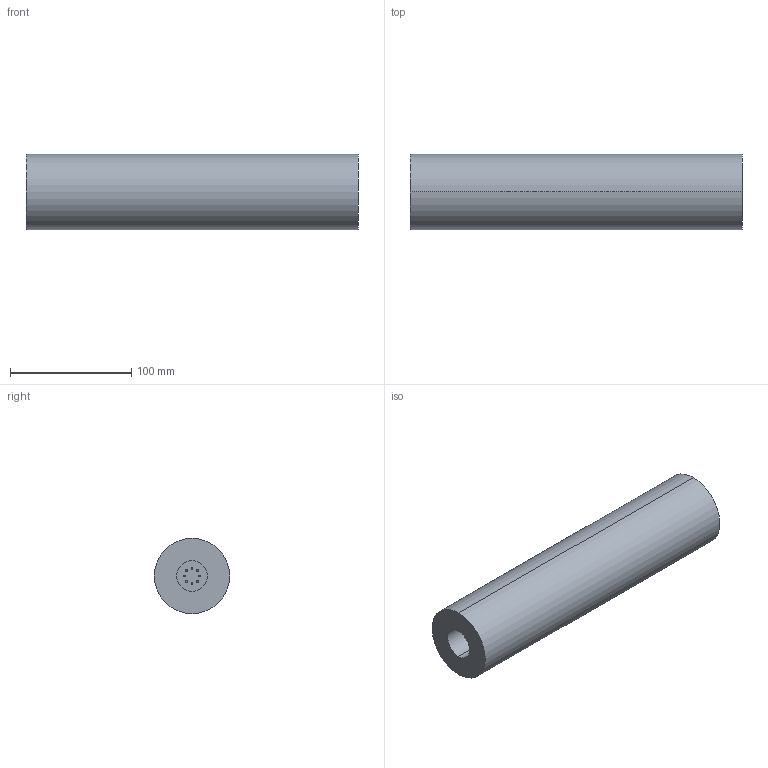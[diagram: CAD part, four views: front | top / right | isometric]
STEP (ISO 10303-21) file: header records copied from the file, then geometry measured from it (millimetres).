
FILE_DESCRIPTION (( 'STEP AP203' ), '1' );
FILE_NAME ('Injection_model.STEP', '2023-11-08T16:46:01', ( '' ), ( '' ), 'SwSTEP 2.0', 'SolidWorks 2022', '' );
FILE_SCHEMA (( 'CONFIG_CONTROL_DESIGN' ));
Length unit declared in the file: millimetre
Products named in the file (1): Injection_model
Bounding box: 273.67 x 62 x 62 mm (x, y, z)
Volume: 627498.8 mm3; surface area: 87392 mm2
Topology: 1 solids, 1 shells, 29 faces, 72 edges, 48 vertices
Faces by surface type: cylinder 22, plane 5, cone 2
Entity records: 1003 total; most frequent: DIRECTION 180, CARTESIAN_POINT 150, ORIENTED_EDGE 144, AXIS2_PLACEMENT_3D 78, EDGE_CURVE 72, EDGE_LOOP 48, CIRCLE 48, VERTEX_POINT 48
